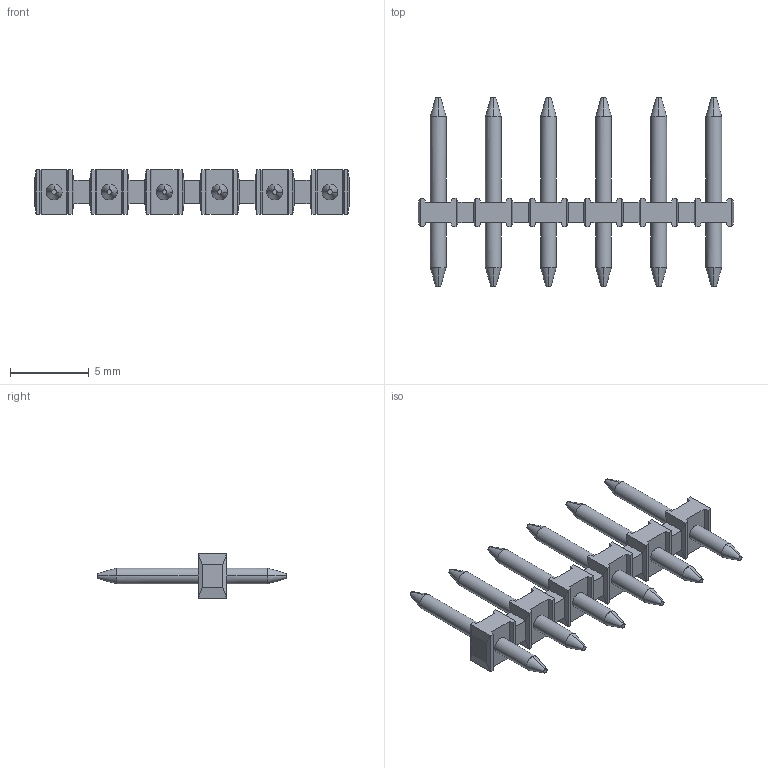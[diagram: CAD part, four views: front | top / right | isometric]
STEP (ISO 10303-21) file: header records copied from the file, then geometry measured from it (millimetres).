
FILE_DESCRIPTION( ('This file contains a STEP AP42 implementation' ,'as created by ZW3D STEP Interface translator.') ,'2;1' );
FILE_NAME( 'WJ333J-3.5-06P.stp' ,'221216.142231', (''), ('ZWCAD Software Co.'), 'Version 1.0', 'ZW3D to STEP translator', '' );
FILE_SCHEMA(('AUTOMOTIVE_DESIGN'));
Length unit declared in the file: millimetre
Products named in the file (2): 0; wj333j-350-1.asm
Bounding box: 20 x 12 x 2.8 mm (x, y, z)
Volume: 113.5 mm3; surface area: 377.1 mm2
Topology: 1 solids, 1 shells, 214 faces, 488 edges, 288 vertices
Faces by surface type: bspline 214
Entity records: 6176 total; most frequent: CARTESIAN_POINT 2961, ORIENTED_EDGE 976, EDGE_CURVE 488, B_SPLINE_CURVE_WITH_KNOTS 392, VERTEX_POINT 288, EDGE_LOOP 226, FACE_OUTER_BOUND 214, ADVANCED_FACE 214
